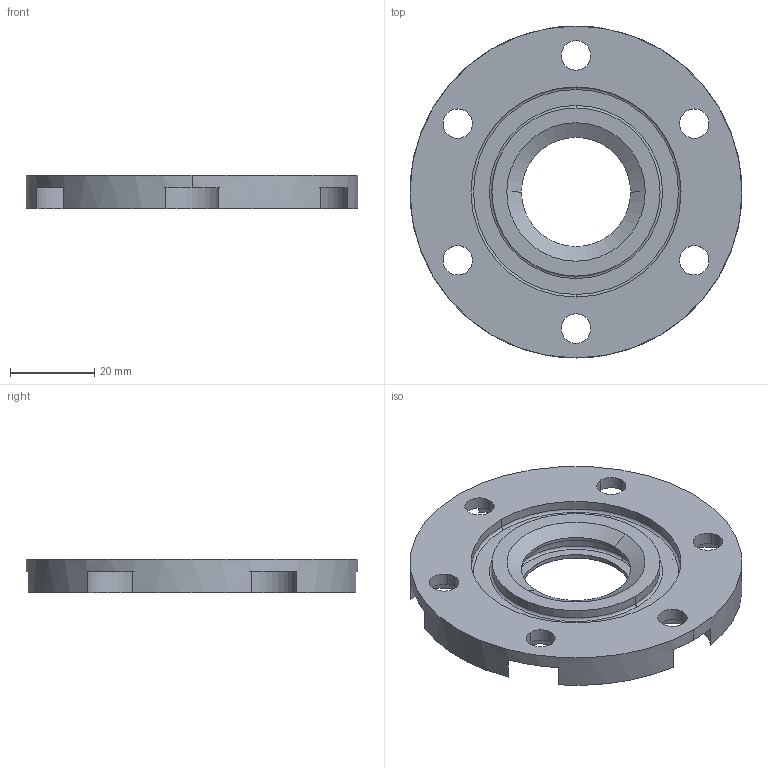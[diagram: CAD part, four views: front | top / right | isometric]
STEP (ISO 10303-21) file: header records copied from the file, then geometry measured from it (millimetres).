
FILE_DESCRIPTION((''),'2;1');
FILE_NAME('PRT0051','2024-08-27T',('Administrateur'),(''),'PRO/ENGINEER BY PARAMETRIC TECHNOLOGY CORPORATION, 2010100','PRO/ENGINEER BY PARAMETRIC TECHNOLOGY CORPORATION, 2010100','');
FILE_SCHEMA(('CONFIG_CONTROL_DESIGN'));
Length unit declared in the file: millimetre
Products named in the file (1): PRT0051
Bounding box: 79 x 79 x 8 mm (x, y, z)
Volume: 23893.5 mm3; surface area: 13335.8 mm2
Topology: 1 solids, 1 shells, 52 faces, 130 edges, 84 vertices
Faces by surface type: cylinder 30, plane 12, torus 8, cone 2
Entity records: 1668 total; most frequent: DIRECTION 326, CARTESIAN_POINT 266, ORIENTED_EDGE 260, AXIS2_PLACEMENT_3D 144, EDGE_CURVE 130, CIRCLE 92, VERTEX_POINT 84, EDGE_LOOP 70
